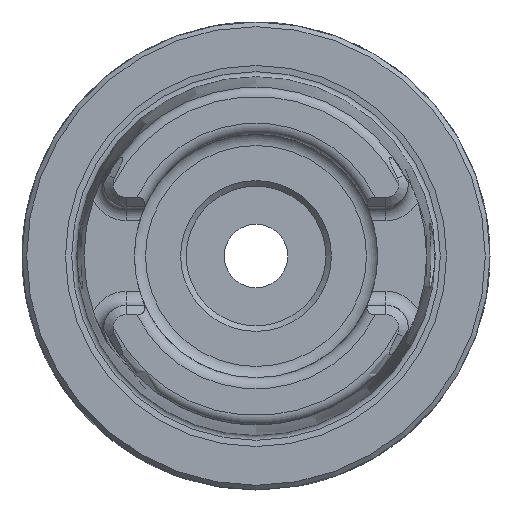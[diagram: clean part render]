
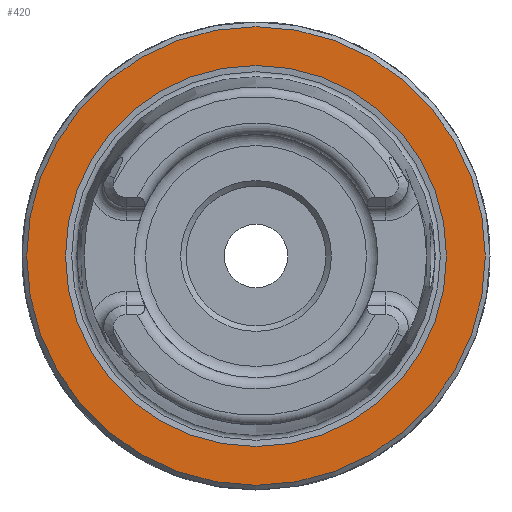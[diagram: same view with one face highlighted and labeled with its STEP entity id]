
A CAD part, left-side view. The second image highlights one B-rep face of the part: STEP entity #420.
In plain terms, the highlighted planar face has unit normal (-1, 0, 0).
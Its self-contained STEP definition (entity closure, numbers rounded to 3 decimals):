
#420 = ADVANCED_FACE( '', ( #919, #920 ), #921, .F. );
#919 = FACE_BOUND( '', #1456, .T. );
#920 = FACE_OUTER_BOUND( '', #1457, .T. );
#921 = PLANE( '', #1458 );
#1456 = EDGE_LOOP( '', ( #2553 ) );
#1457 = EDGE_LOOP( '', ( #2554 ) );
#1458 = AXIS2_PLACEMENT_3D( '', #2555, #2556, #2557 );
#2553 = ORIENTED_EDGE( '', *, *, #2944, .F. );
#2554 = ORIENTED_EDGE( '', *, *, #3303, .T. );
#2555 = CARTESIAN_POINT( '', ( 0., 0., 24.5 ) );
#2556 = DIRECTION( '', ( 1., 0., 0. ) );
#2557 = DIRECTION( '', ( 0., 0., -1. ) );
#2944 = EDGE_CURVE( '', #3492, #3492, #3493, .T. );
#3303 = EDGE_CURVE( '', #4026, #4026, #4027, .T. );
#3492 = VERTEX_POINT( '', #4405 );
#3493 = CIRCLE( '', #4406, 20.354 );
#4026 = VERTEX_POINT( '', #6071 );
#4027 = CIRCLE( '', #6072, 24.5 );
#4405 = CARTESIAN_POINT( '', ( 0., 0., 20.354 ) );
#4406 = AXIS2_PLACEMENT_3D( '', #6271, #6272, #6273 );
#6071 = CARTESIAN_POINT( '', ( 0., 0., 24.5 ) );
#6072 = AXIS2_PLACEMENT_3D( '', #6629, #6630, #6631 );
#6271 = CARTESIAN_POINT( '', ( 0., 0., 0. ) );
#6272 = DIRECTION( '', ( -1., 0., 0. ) );
#6273 = DIRECTION( '', ( 0., 0., 1. ) );
#6629 = CARTESIAN_POINT( '', ( 0., 0., 0. ) );
#6630 = DIRECTION( '', ( -1., 0., 0. ) );
#6631 = DIRECTION( '', ( 0., 0., 1. ) );
